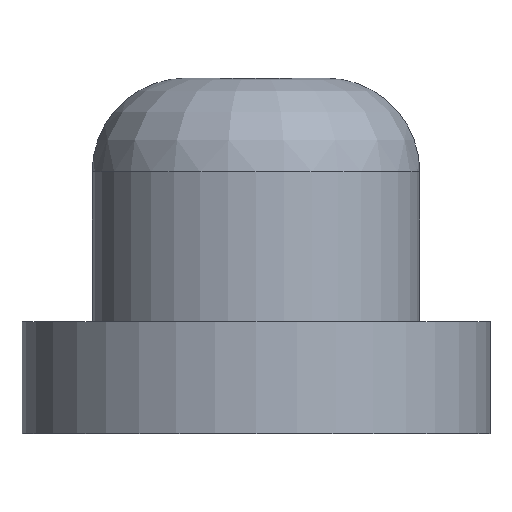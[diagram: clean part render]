
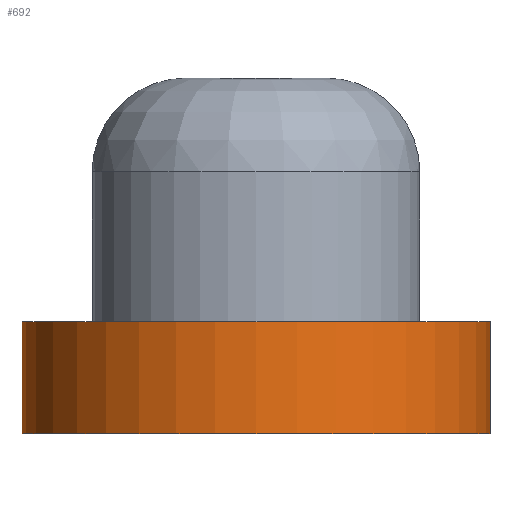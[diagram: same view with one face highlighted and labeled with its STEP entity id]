
A CAD part, left-side view. The second image highlights one B-rep face of the part: STEP entity #692.
In plain terms, the highlighted cylindrical face has radius 2.5 mm (diameter 5 mm), a partial arc.
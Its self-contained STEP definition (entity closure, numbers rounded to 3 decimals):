
#138 = PLANE('',#139);
#139 = AXIS2_PLACEMENT_3D('',#140,#141,#142);
#140 = CARTESIAN_POINT('',(0.,0.,2.7));
#141 = DIRECTION('',(0.,0.,1.));
#142 = DIRECTION('',(1.,0.,0.));
#314 = EDGE_CURVE('',#315,#317,#319,.T.);
#315 = VERTEX_POINT('',#316);
#316 = CARTESIAN_POINT('',(-3.25,2.5,2.7));
#317 = VERTEX_POINT('',#318);
#318 = CARTESIAN_POINT('',(-3.25,-2.5,2.7));
#319 = SURFACE_CURVE('',#320,(#325,#332),.PCURVE_S1.);
#320 = CIRCLE('',#321,2.5);
#321 = AXIS2_PLACEMENT_3D('',#322,#323,#324);
#322 = CARTESIAN_POINT('',(-3.25,0.,2.7));
#323 = DIRECTION('',(0.,0.,1.));
#324 = DIRECTION('',(1.,0.,0.));
#325 = PCURVE('',#138,#326);
#326 = DEFINITIONAL_REPRESENTATION('',(#327),#331);
#327 = CIRCLE('',#328,2.5);
#328 = AXIS2_PLACEMENT_2D('',#329,#330);
#329 = CARTESIAN_POINT('',(-3.25,0.));
#330 = DIRECTION('',(1.,0.));
#331 = ( GEOMETRIC_REPRESENTATION_CONTEXT(2) 
PARAMETRIC_REPRESENTATION_CONTEXT() REPRESENTATION_CONTEXT('2D SPACE',''
  ) );
#332 = PCURVE('',#333,#338);
#333 = CYLINDRICAL_SURFACE('',#334,2.5);
#334 = AXIS2_PLACEMENT_3D('',#335,#336,#337);
#335 = CARTESIAN_POINT('',(-3.25,0.,1.5));
#336 = DIRECTION('',(-0.,-0.,-1.));
#337 = DIRECTION('',(1.,0.,0.));
#338 = DEFINITIONAL_REPRESENTATION('',(#339),#343);
#339 = LINE('',#340,#341);
#340 = CARTESIAN_POINT('',(-0.,-1.2));
#341 = VECTOR('',#342,1.);
#342 = DIRECTION('',(-1.,0.));
#343 = ( GEOMETRIC_REPRESENTATION_CONTEXT(2) 
PARAMETRIC_REPRESENTATION_CONTEXT() REPRESENTATION_CONTEXT('2D SPACE',''
  ) );
#361 = PLANE('',#362);
#362 = AXIS2_PLACEMENT_3D('',#363,#364,#365);
#363 = CARTESIAN_POINT('',(-3.25,-2.5,1.5));
#364 = DIRECTION('',(0.,1.,0.));
#365 = DIRECTION('',(1.,0.,0.));
#416 = PLANE('',#417);
#417 = AXIS2_PLACEMENT_3D('',#418,#419,#420);
#418 = CARTESIAN_POINT('',(-3.25,2.5,1.5));
#419 = DIRECTION('',(0.,1.,0.));
#420 = DIRECTION('',(1.,0.,0.));
#692 = ADVANCED_FACE('',(#693),#333,.T.);
#693 = FACE_BOUND('',#694,.F.);
#694 = EDGE_LOOP('',(#695,#718,#719,#742));
#695 = ORIENTED_EDGE('',*,*,#696,.T.);
#696 = EDGE_CURVE('',#697,#315,#699,.T.);
#697 = VERTEX_POINT('',#698);
#698 = CARTESIAN_POINT('',(-3.25,2.5,1.5));
#699 = SURFACE_CURVE('',#700,(#704,#711),.PCURVE_S1.);
#700 = LINE('',#701,#702);
#701 = CARTESIAN_POINT('',(-3.25,2.5,1.5));
#702 = VECTOR('',#703,1.);
#703 = DIRECTION('',(0.,0.,1.));
#704 = PCURVE('',#333,#705);
#705 = DEFINITIONAL_REPRESENTATION('',(#706),#710);
#706 = LINE('',#707,#708);
#707 = CARTESIAN_POINT('',(-1.571,0.));
#708 = VECTOR('',#709,1.);
#709 = DIRECTION('',(-0.,-1.));
#710 = ( GEOMETRIC_REPRESENTATION_CONTEXT(2) 
PARAMETRIC_REPRESENTATION_CONTEXT() REPRESENTATION_CONTEXT('2D SPACE',''
  ) );
#711 = PCURVE('',#416,#712);
#712 = DEFINITIONAL_REPRESENTATION('',(#713),#717);
#713 = LINE('',#714,#715);
#714 = CARTESIAN_POINT('',(0.,0.));
#715 = VECTOR('',#716,1.);
#716 = DIRECTION('',(0.,-1.));
#717 = ( GEOMETRIC_REPRESENTATION_CONTEXT(2) 
PARAMETRIC_REPRESENTATION_CONTEXT() REPRESENTATION_CONTEXT('2D SPACE',''
  ) );
#718 = ORIENTED_EDGE('',*,*,#314,.T.);
#719 = ORIENTED_EDGE('',*,*,#720,.F.);
#720 = EDGE_CURVE('',#721,#317,#723,.T.);
#721 = VERTEX_POINT('',#722);
#722 = CARTESIAN_POINT('',(-3.25,-2.5,1.5));
#723 = SURFACE_CURVE('',#724,(#728,#735),.PCURVE_S1.);
#724 = LINE('',#725,#726);
#725 = CARTESIAN_POINT('',(-3.25,-2.5,1.5));
#726 = VECTOR('',#727,1.);
#727 = DIRECTION('',(0.,0.,1.));
#728 = PCURVE('',#333,#729);
#729 = DEFINITIONAL_REPRESENTATION('',(#730),#734);
#730 = LINE('',#731,#732);
#731 = CARTESIAN_POINT('',(-4.712,0.));
#732 = VECTOR('',#733,1.);
#733 = DIRECTION('',(-0.,-1.));
#734 = ( GEOMETRIC_REPRESENTATION_CONTEXT(2) 
PARAMETRIC_REPRESENTATION_CONTEXT() REPRESENTATION_CONTEXT('2D SPACE',''
  ) );
#735 = PCURVE('',#361,#736);
#736 = DEFINITIONAL_REPRESENTATION('',(#737),#741);
#737 = LINE('',#738,#739);
#738 = CARTESIAN_POINT('',(0.,0.));
#739 = VECTOR('',#740,1.);
#740 = DIRECTION('',(0.,-1.));
#741 = ( GEOMETRIC_REPRESENTATION_CONTEXT(2) 
PARAMETRIC_REPRESENTATION_CONTEXT() REPRESENTATION_CONTEXT('2D SPACE',''
  ) );
#742 = ORIENTED_EDGE('',*,*,#743,.F.);
#743 = EDGE_CURVE('',#697,#721,#744,.T.);
#744 = SURFACE_CURVE('',#745,(#750,#757),.PCURVE_S1.);
#745 = CIRCLE('',#746,2.5);
#746 = AXIS2_PLACEMENT_3D('',#747,#748,#749);
#747 = CARTESIAN_POINT('',(-3.25,0.,1.5));
#748 = DIRECTION('',(0.,0.,1.));
#749 = DIRECTION('',(1.,0.,0.));
#750 = PCURVE('',#333,#751);
#751 = DEFINITIONAL_REPRESENTATION('',(#752),#756);
#752 = LINE('',#753,#754);
#753 = CARTESIAN_POINT('',(-0.,0.));
#754 = VECTOR('',#755,1.);
#755 = DIRECTION('',(-1.,0.));
#756 = ( GEOMETRIC_REPRESENTATION_CONTEXT(2) 
PARAMETRIC_REPRESENTATION_CONTEXT() REPRESENTATION_CONTEXT('2D SPACE',''
  ) );
#757 = PCURVE('',#758,#763);
#758 = PLANE('',#759);
#759 = AXIS2_PLACEMENT_3D('',#760,#761,#762);
#760 = CARTESIAN_POINT('',(0.,0.,1.5));
#761 = DIRECTION('',(0.,0.,1.));
#762 = DIRECTION('',(1.,0.,0.));
#763 = DEFINITIONAL_REPRESENTATION('',(#764),#768);
#764 = CIRCLE('',#765,2.5);
#765 = AXIS2_PLACEMENT_2D('',#766,#767);
#766 = CARTESIAN_POINT('',(-3.25,0.));
#767 = DIRECTION('',(1.,0.));
#768 = ( GEOMETRIC_REPRESENTATION_CONTEXT(2) 
PARAMETRIC_REPRESENTATION_CONTEXT() REPRESENTATION_CONTEXT('2D SPACE',''
  ) );
